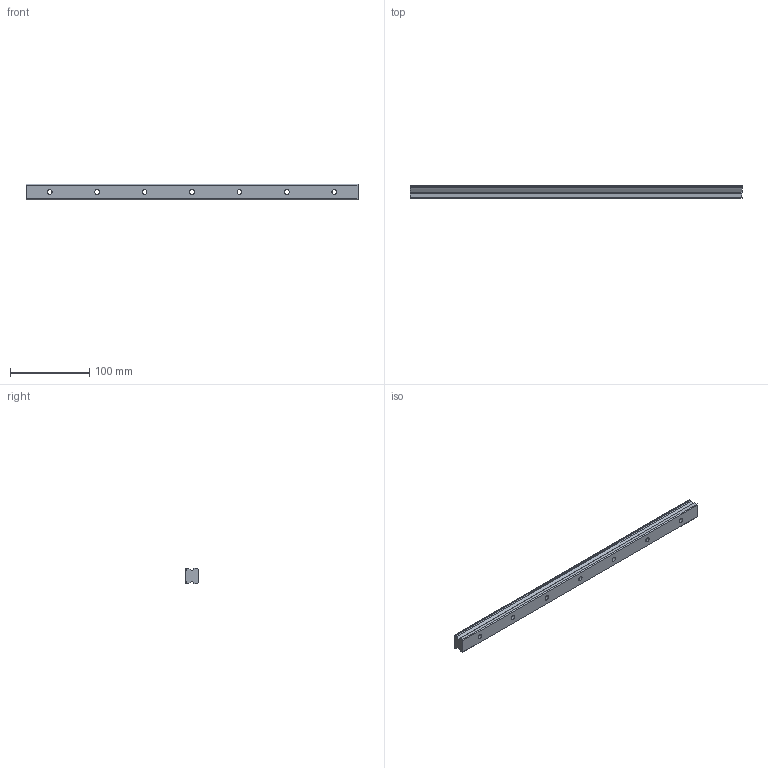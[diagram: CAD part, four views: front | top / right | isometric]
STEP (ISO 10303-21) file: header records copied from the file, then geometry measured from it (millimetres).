
FILE_DESCRIPTION (( 'STEP AP214' ), '1' );
FILE_NAME ('SSR20XTB1SS-420L_G30_0_B-M6F_176-75_0_0_0.STEP', '2021-06-25T06:45:24', ( '' ), ( '' ), 'SwSTEP 2.0', 'SolidWorks 2021', '' );
FILE_SCHEMA (( 'AUTOMOTIVE_DESIGN' ));
Length unit declared in the file: millimetre
Products named in the file (2): _SSR20XTB42030 Track; SSR20XTB1SS-420L_G30_0_B-M6F_176-75_0_0_0
Assembly tree (1 placements, depth 2):
  SSR20XTB1SS-420L_G30_0_B-M6F_176-75_0_0_0
    _SSR20XTB42030 Track
Bounding box: 420 x 15.5 x 20 mm (x, y, z)
Volume: 111209.8 mm3; surface area: 34018.6 mm2
Topology: 1 solids, 1 shells, 62 faces, 159 edges, 106 vertices
Faces by surface type: cylinder 35, plane 27
Entity records: 2007 total; most frequent: DIRECTION 361, CARTESIAN_POINT 331, ORIENTED_EDGE 318, EDGE_CURVE 159, AXIS2_PLACEMENT_3D 136, VERTEX_POINT 106, VECTOR 89, LINE 89
